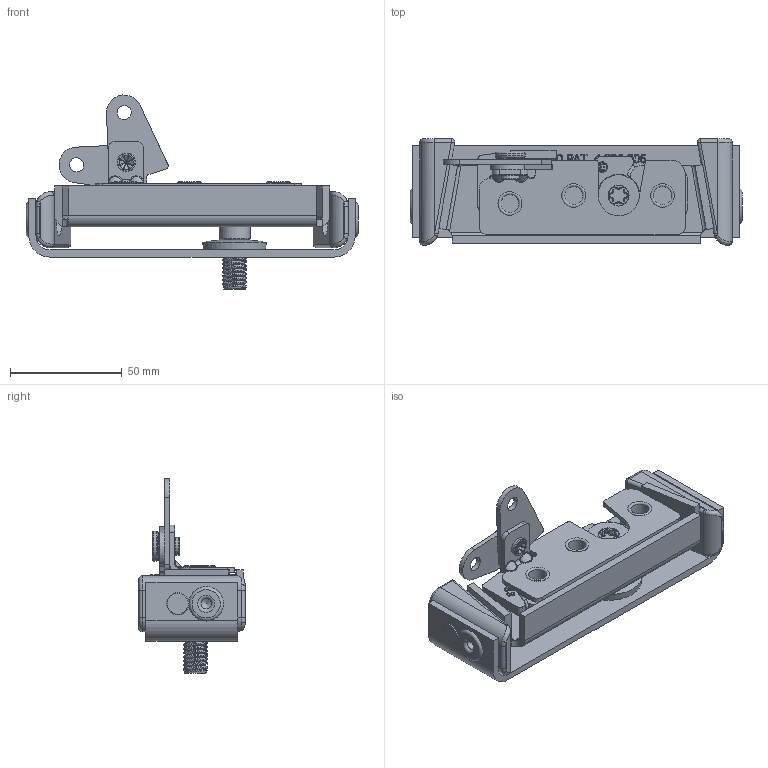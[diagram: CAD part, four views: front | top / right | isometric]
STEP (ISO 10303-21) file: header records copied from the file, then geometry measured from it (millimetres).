
FILE_DESCRIPTION(/* description */ ('Dovetail Rotary Lock and Striker Mounting Bracket Assembly'),/* implementation_level */ '2;1');
FILE_NAME(/* name */ '9D-400-UR.stp',/* time_stamp */ '2023-11-29T10:43:19-05:00',/* author */ ('dtinay'),/* organization */ ('Eberhard Manufacturing Company'),/* preprocessor_version */ 'ST-DEVELOPER v20',/* originating_system */ 'Autodesk Inventor 2024',/* authorisation */ '');
FILE_SCHEMA (('AUTOMOTIVE_DESIGN { 1 0 10303 214 3 1 1 }'));
Products named in the file (21): 9D-400-UR; D-400-53; 400-27; 400-26; 16471; 9D-400-R; 400-2XR; D-400-1R; 400-3; 400-4; 400-5; 400-7; 400-SS9 ; 400-11R ; 10-300-SS26; 9-400-14X; 9-400-6; 400-6; 2T-400-52; 2T-400-10; 475-12
Assembly tree (24 placements, depth 3):
  9D-400-UR
    D-400-53
      400-27
      400-26  x2
      16471  x2
    9D-400-R
      400-2XR
      D-400-1R
      400-3
      400-4
      400-5
      400-7  x3
      400-SS9 
      400-11R 
      10-300-SS26
      9-400-14X
      9-400-6
      400-6
    2T-400-52
      2T-400-10
      475-12
Bounding box: 148.58 x 47.62 x 86.84 mm (x, y, z)
Volume: 98107.9 mm3; surface area: 68414 mm2
Topology: 21 solids, 21 shells, 1491 faces, 3798 edges, 2466 vertices
Faces by surface type: plane 658, bspline 437, cylinder 271, torus 84, sphere 22, cone 19
Full cylindrical faces by diameter (mm): 1.219 x7, 1.321 x4, 4.318 x2, 4.674 x2, 4.826 x2, 6.286 x1, 6.299 x2, 6.35 x2, 6.604 x1, 6.769 x2, 7.137 x2, 7.798 x1, 8.115 x3, 8.712 x2, 9.334 x2, 9.665 x1, 9.779 x1, 9.842 x6, 9.879 x1, 9.97 x4, 10.033 x6, 10.16 x6, 10.946 x7, 11.367 x3, 11.748 x3, 11.913 x2, 12.7 x3, 13.335 x3, 13.906 x1, 14.275 x2
Entity records: 54775 total; most frequent: CARTESIAN_POINT 21737, ORIENTED_EDGE 7272, DIRECTION 5575, EDGE_CURVE 3636, VERTEX_POINT 2373, LINE 1907, VECTOR 1907, AXIS2_PLACEMENT_3D 1834
